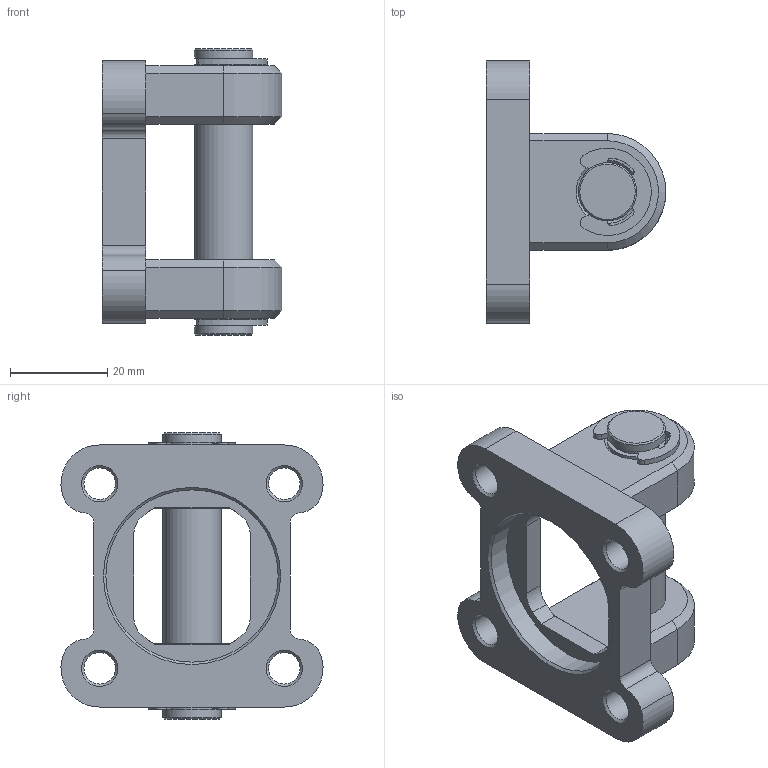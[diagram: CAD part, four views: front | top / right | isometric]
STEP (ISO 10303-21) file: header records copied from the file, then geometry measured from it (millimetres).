
FILE_DESCRIPTION( ( 'STEP AP203' ), '1' );
FILE_NAME( 'F-SE40CB.stp', ' ', ( ' ' ), ( ' ' ), 'PSStep 15.0.47', 'PARTsolutions', ' ' );
FILE_SCHEMA( ( 'CONFIG_CONTROL_DESIGN' ) );
Length unit declared in the file: millimetre
Products named in the file (1): _F-SE40CB
Bounding box: 37 x 53.99 x 59 mm (x, y, z)
Volume: 31431.5 mm3; surface area: 12083.3 mm2
Topology: 1 solids, 1 shells, 144 faces, 373 edges, 230 vertices
Faces by surface type: plane 63, cylinder 60, cone 21
Full cylindrical faces by diameter (mm): 6.5 x4, 10.5 x4, 12 x5, 35.5 x1
Entity records: 4314 total; most frequent: DIRECTION 796, CARTESIAN_POINT 715, ORIENTED_EDGE 682, EDGE_CURVE 341, AXIS2_PLACEMENT_3D 310, VERTEX_POINT 229, EDGE_LOOP 194, LINE 176
